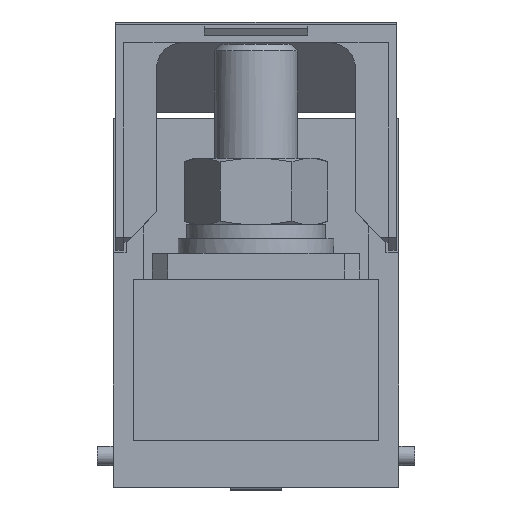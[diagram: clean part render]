
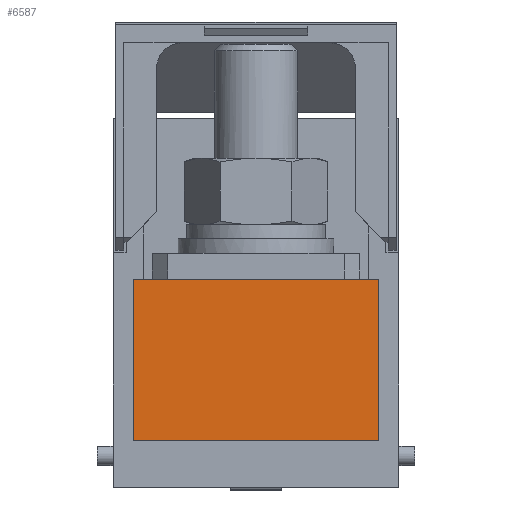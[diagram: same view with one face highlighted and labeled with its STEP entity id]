
A CAD part, front view. The second image highlights one B-rep face of the part: STEP entity #6587.
In plain terms, the highlighted planar face has unit normal (0, -1, 0).
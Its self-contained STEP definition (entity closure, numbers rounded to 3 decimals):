
#6574=AXIS2_PLACEMENT_3D('Plane Axis2P3D',#6571,#6572,#6573) ;
#4803=CARTESIAN_POINT('Vertex',(6.9,100.1,5.55)) ;
#4806=CARTESIAN_POINT('Line Origine',(6.9,100.1,23.05)) ;
#4810=CARTESIAN_POINT('Vertex',(6.9,100.1,40.55)) ;
#5431=CARTESIAN_POINT('Vertex',(54.2,100.1,40.55)) ;
#5434=CARTESIAN_POINT('Line Origine',(54.2,100.1,23.05)) ;
#5438=CARTESIAN_POINT('Vertex',(54.2,100.1,5.55)) ;
#6543=CARTESIAN_POINT('Line Origine',(30.55,100.1,5.55)) ;
#6571=CARTESIAN_POINT('Axis2P3D Location',(54.2,100.1,5.55)) ;
#6576=CARTESIAN_POINT('Line Origine',(30.55,100.1,40.55)) ;
#4807=DIRECTION('Vector Direction',(0.,0.,1.)) ;
#5435=DIRECTION('Vector Direction',(0.,0.,1.)) ;
#6544=DIRECTION('Vector Direction',(-1.,0.,0.)) ;
#6572=DIRECTION('Axis2P3D Direction',(0.,-1.,0.)) ;
#6573=DIRECTION('Axis2P3D XDirection',(0.,0.,-1.)) ;
#6577=DIRECTION('Vector Direction',(-1.,0.,0.)) ;
#4808=VECTOR('Line Direction',#4807,1.) ;
#5436=VECTOR('Line Direction',#5435,1.) ;
#6545=VECTOR('Line Direction',#6544,1.) ;
#6578=VECTOR('Line Direction',#6577,1.) ;
#6582=ORIENTED_EDGE('',*,*,#4812,.F.) ;
#6583=ORIENTED_EDGE('',*,*,#6547,.F.) ;
#6584=ORIENTED_EDGE('',*,*,#5440,.T.) ;
#6585=ORIENTED_EDGE('',*,*,#6580,.T.) ;
#6587=ADVANCED_FACE('V1',(#6586),#6575,.T.) ;
#4812=EDGE_CURVE('',#4804,#4811,#4809,.T.) ;
#5440=EDGE_CURVE('',#5439,#5432,#5437,.T.) ;
#6547=EDGE_CURVE('',#5439,#4804,#6546,.T.) ;
#6580=EDGE_CURVE('',#5432,#4811,#6579,.T.) ;
#6581=EDGE_LOOP('',(#6582,#6583,#6584,#6585)) ;
#6586=FACE_OUTER_BOUND('',#6581,.T.) ;
#4809=LINE('Line',#4806,#4808) ;
#5437=LINE('Line',#5434,#5436) ;
#6546=LINE('Line',#6543,#6545) ;
#6579=LINE('Line',#6576,#6578) ;
#6575=PLANE('',#6574) ;
#4804=VERTEX_POINT('',#4803) ;
#4811=VERTEX_POINT('',#4810) ;
#5432=VERTEX_POINT('',#5431) ;
#5439=VERTEX_POINT('',#5438) ;
